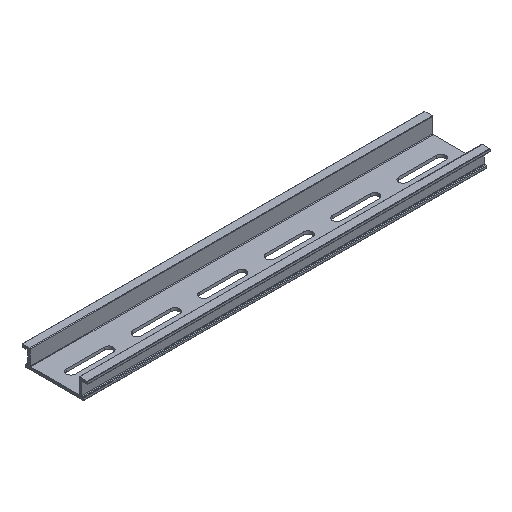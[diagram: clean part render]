
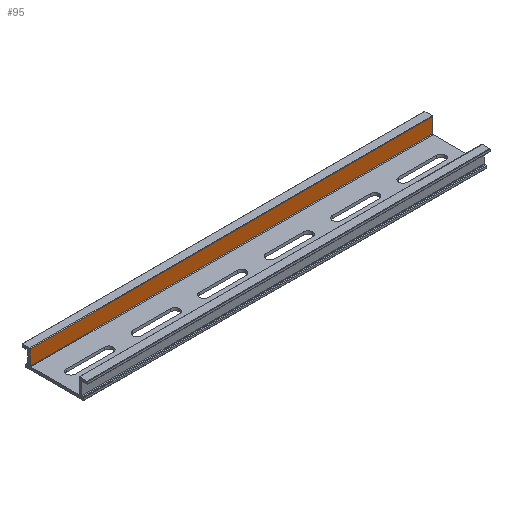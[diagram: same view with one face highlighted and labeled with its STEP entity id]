
A CAD part, isometric view. The second image highlights one B-rep face of the part: STEP entity #95.
In plain terms, the highlighted planar face has unit normal (0, -1, 0).
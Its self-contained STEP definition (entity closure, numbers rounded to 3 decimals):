
#4 = VERTEX_POINT ( 'NONE', #1662 ) ;
#30 = PLANE ( 'NONE',  #1548 ) ;
#34 = EDGE_CURVE ( 'NONE', #91, #1455, #1832, .T. ) ;
#46 = ORIENTED_EDGE ( 'NONE', *, *, #244, .T. ) ;
#91 = VERTEX_POINT ( 'NONE', #624 ) ;
#95 = ADVANCED_FACE ( 'NONE', ( #1561 ), #30, .F. ) ;
#108 = DIRECTION ( 'NONE',  ( -1., 0., 0. ) ) ;
#127 = CARTESIAN_POINT ( 'NONE',  ( 107.5, 13., 4.732 ) ) ;
#244 = EDGE_CURVE ( 'NONE', #478, #4, #405, .T. ) ;
#285 = CARTESIAN_POINT ( 'NONE',  ( -107.5, 13., 4.732 ) ) ;
#405 = LINE ( 'NONE', #1159, #1382 ) ;
#427 = CARTESIAN_POINT ( 'NONE',  ( 107.5, 13., -3.232 ) ) ;
#478 = VERTEX_POINT ( 'NONE', #127 ) ;
#511 = ORIENTED_EDGE ( 'NONE', *, *, #1890, .F. ) ;
#616 = DIRECTION ( 'NONE',  ( 0., 1., 0. ) ) ;
#624 = CARTESIAN_POINT ( 'NONE',  ( 107.5, 13., -3.232 ) ) ;
#648 = CARTESIAN_POINT ( 'NONE',  ( 107.5, 13., 4.732 ) ) ;
#756 = ORIENTED_EDGE ( 'NONE', *, *, #34, .F. ) ;
#789 = VECTOR ( 'NONE', #1672, 1000. ) ;
#1060 = LINE ( 'NONE', #285, #1882 ) ;
#1159 = CARTESIAN_POINT ( 'NONE',  ( 107.5, 13., 4.732 ) ) ;
#1165 = LINE ( 'NONE', #1798, #1667 ) ;
#1241 = EDGE_CURVE ( 'NONE', #4, #1455, #1060, .T. ) ;
#1299 = CARTESIAN_POINT ( 'NONE',  ( -107.5, 13., -3.232 ) ) ;
#1382 = VECTOR ( 'NONE', #108, 1000. ) ;
#1455 = VERTEX_POINT ( 'NONE', #1299 ) ;
#1548 = AXIS2_PLACEMENT_3D ( 'NONE', #648, #616, #1896 ) ;
#1561 = FACE_OUTER_BOUND ( 'NONE', #1720, .T. ) ;
#1659 = DIRECTION ( 'NONE',  ( 0., 0., -1. ) ) ;
#1662 = CARTESIAN_POINT ( 'NONE',  ( -107.5, 13., 4.732 ) ) ;
#1667 = VECTOR ( 'NONE', #1659, 1000. ) ;
#1672 = DIRECTION ( 'NONE',  ( -1., 0., 0. ) ) ;
#1687 = DIRECTION ( 'NONE',  ( 0., 0., -1. ) ) ;
#1720 = EDGE_LOOP ( 'NONE', ( #1948, #756, #511, #46 ) ) ;
#1798 = CARTESIAN_POINT ( 'NONE',  ( 107.5, 13., 4.732 ) ) ;
#1832 = LINE ( 'NONE', #427, #789 ) ;
#1882 = VECTOR ( 'NONE', #1687, 1000. ) ;
#1890 = EDGE_CURVE ( 'NONE', #478, #91, #1165, .T. ) ;
#1896 = DIRECTION ( 'NONE',  ( 0., 0., 1. ) ) ;
#1948 = ORIENTED_EDGE ( 'NONE', *, *, #1241, .T. ) ;
